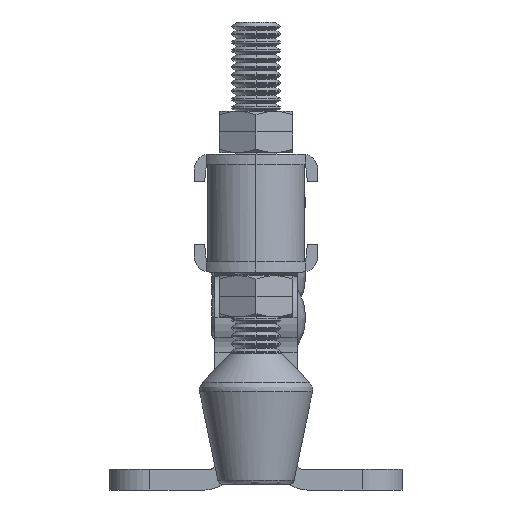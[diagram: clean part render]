
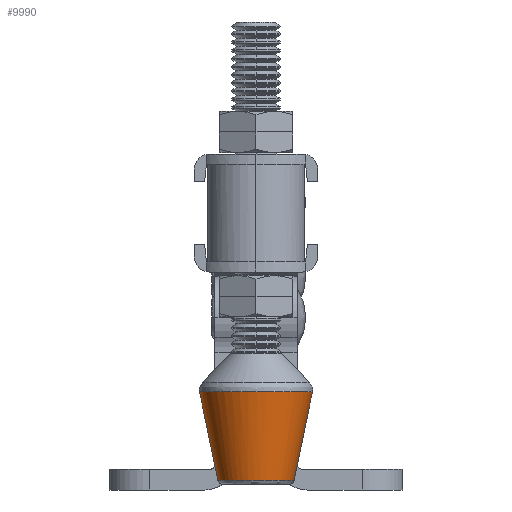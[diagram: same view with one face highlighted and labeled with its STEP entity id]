
A CAD part, front view. The second image highlights one B-rep face of the part: STEP entity #9990.
In plain terms, the highlighted free-form (B-spline) face has degree [1, 3] with [2, 4] control points.
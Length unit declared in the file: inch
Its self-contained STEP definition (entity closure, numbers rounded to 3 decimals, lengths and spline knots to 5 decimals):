
#4754=VERTEX_POINT('',#13702);
#4993=EDGE_CURVE('',#11157,#9665,#13968,.T.);
#8032=EDGE_CURVE('',#11432,#4754,#17226,.T.);
#9665=VERTEX_POINT('',#18980);
#9770=EDGE_CURVE('',#11432,#9665,#19098,.T.);
#9990=ADVANCED_FACE('',(#19335),#19336,.T.);
#11157=VERTEX_POINT('',#20572);
#11414=EDGE_CURVE('',#11157,#4754,#20856,.T.);
#11432=VERTEX_POINT('',#20874);
#13702=CARTESIAN_POINT('',(0.43253,-3.31856,0.75143));
#13968=(B_SPLINE_CURVE(3,(#24438,#24439,#24440,#24441),.UNSPECIFIED.,.F.,.F.)B_SPLINE_CURVE_WITH_KNOTS((4,4),(0.0,3.14159),.UNSPECIFIED.)RATIONAL_B_SPLINE_CURVE((1.0,0.333,0.333,1.0))BOUNDED_CURVE()REPRESENTATION_ITEM('')GEOMETRIC_REPRESENTATION_ITEM()CURVE());
#17226=(B_SPLINE_CURVE(3,(#31510,#31511,#31512,#31513),.UNSPECIFIED.,.F.,.F.)B_SPLINE_CURVE_WITH_KNOTS((4,4),(-3.14159,-0.0),.UNSPECIFIED.)RATIONAL_B_SPLINE_CURVE((1.0,0.333,0.333,1.0))BOUNDED_CURVE()REPRESENTATION_ITEM('')GEOMETRIC_REPRESENTATION_ITEM()CURVE());
#18980=CARTESIAN_POINT('',(-0.29195,-3.31856,0.07522));
#19098=B_SPLINE_CURVE_WITH_KNOTS('',1,(#35468,#35469),.UNSPECIFIED.,.F.,.F.,(2,2),(0.00105,0.01859),.UNSPECIFIED.);
#19335=FACE_OUTER_BOUND('',#36088,.T.);
#19336=(B_SPLINE_SURFACE(1,3,((#36090,#36091,#36092,#36093),(#36094,#36095,#36096,#36097)),.UNSPECIFIED.,.F.,.F.,.F.)B_SPLINE_SURFACE_WITH_KNOTS((2,2),(4,4),(0.0,1.0),(0.0,1.0),.UNSPECIFIED.)RATIONAL_B_SPLINE_SURFACE(((1.0,0.333,0.333,1.0),(1.0,0.333,0.333,1.0)))BOUNDED_SURFACE()REPRESENTATION_ITEM('')GEOMETRIC_REPRESENTATION_ITEM()SURFACE());
#20572=CARTESIAN_POINT('',(0.29195,-3.31856,0.07522));
#20856=B_SPLINE_CURVE_WITH_KNOTS('',1,(#39346,#39347),.UNSPECIFIED.,.F.,.F.,(2,2),(-0.01859,-0.00105),.UNSPECIFIED.);
#20874=CARTESIAN_POINT('',(-0.43253,-3.31856,0.75143));
#24438=CARTESIAN_POINT('',(0.29195,-3.31856,0.07522));
#24439=CARTESIAN_POINT('',(0.29195,-3.90246,0.07522));
#24440=CARTESIAN_POINT('',(-0.29195,-3.90246,0.07522));
#24441=CARTESIAN_POINT('',(-0.29195,-3.31856,0.07522));
#31510=CARTESIAN_POINT('',(-0.43253,-3.31856,0.75143));
#31511=CARTESIAN_POINT('',(-0.43253,-4.18362,0.75143));
#31512=CARTESIAN_POINT('',(0.43253,-4.18362,0.75143));
#31513=CARTESIAN_POINT('',(0.43253,-3.31856,0.75143));
#35468=CARTESIAN_POINT('',(-0.43253,-3.31856,0.75143));
#35469=CARTESIAN_POINT('',(-0.29195,-3.31856,0.07522));
#36088=EDGE_LOOP('',(#50334,#50335,#50336,#50337));
#36090=CARTESIAN_POINT('',(-0.43253,-3.31856,0.75143));
#36091=CARTESIAN_POINT('',(-0.43253,-4.18362,0.75143));
#36092=CARTESIAN_POINT('',(0.43253,-4.18362,0.75143));
#36093=CARTESIAN_POINT('',(0.43253,-3.31856,0.75143));
#36094=CARTESIAN_POINT('',(-0.29195,-3.31856,0.07522));
#36095=CARTESIAN_POINT('',(-0.29195,-3.90246,0.07522));
#36096=CARTESIAN_POINT('',(0.29195,-3.90246,0.07522));
#36097=CARTESIAN_POINT('',(0.29195,-3.31856,0.07522));
#39346=CARTESIAN_POINT('',(0.29195,-3.31856,0.07522));
#39347=CARTESIAN_POINT('',(0.43253,-3.31856,0.75143));
#50334=ORIENTED_EDGE('',*,*,#4993,.F.);
#50335=ORIENTED_EDGE('',*,*,#11414,.T.);
#50336=ORIENTED_EDGE('',*,*,#8032,.F.);
#50337=ORIENTED_EDGE('',*,*,#9770,.T.);
